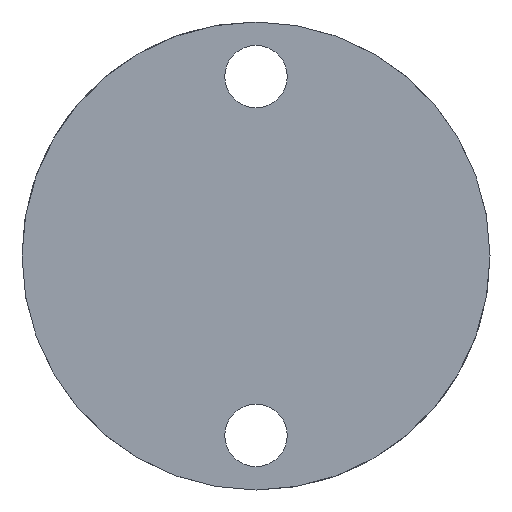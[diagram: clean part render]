
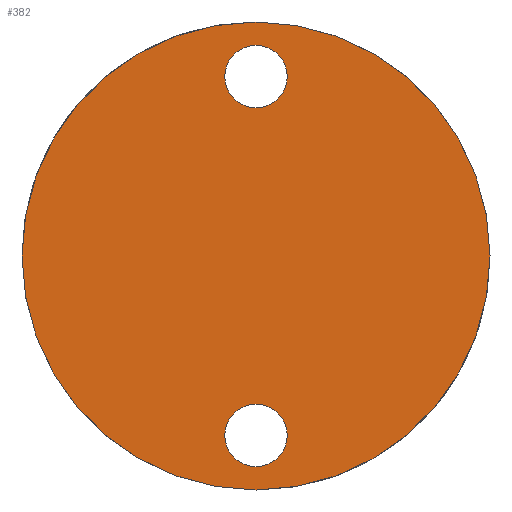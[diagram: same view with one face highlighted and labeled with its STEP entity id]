
A CAD part, front view. The second image highlights one B-rep face of the part: STEP entity #382.
In plain terms, the highlighted planar face has unit normal (0, -1, 0).
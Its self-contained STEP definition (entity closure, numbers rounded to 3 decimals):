
#17 = EDGE_CURVE ( 'NONE', #156, #513, #131, .T. ) ;
#26 = ORIENTED_EDGE ( 'NONE', *, *, #648, .F. ) ;
#32 = CARTESIAN_POINT ( 'NONE',  ( 0., 0., 0. ) ) ;
#45 = CARTESIAN_POINT ( 'NONE',  ( 0., 0., -11.5 ) ) ;
#50 = DIRECTION ( 'NONE',  ( 0., 0., 1. ) ) ;
#94 = CIRCLE ( 'NONE', #371, 15. ) ;
#106 = CARTESIAN_POINT ( 'NONE',  ( 0., 0., 13.5 ) ) ;
#112 = FACE_BOUND ( 'NONE', #423, .T. ) ;
#131 = CIRCLE ( 'NONE', #802, 2. ) ;
#142 = ORIENTED_EDGE ( 'NONE', *, *, #297, .F. ) ;
#151 = FACE_OUTER_BOUND ( 'NONE', #983, .T. ) ;
#156 = VERTEX_POINT ( 'NONE', #106 ) ;
#228 = DIRECTION ( 'NONE',  ( 0., -1., 0. ) ) ;
#229 = DIRECTION ( 'NONE',  ( 0., -1., 0. ) ) ;
#234 = AXIS2_PLACEMENT_3D ( 'NONE', #32, #1027, #1104 ) ;
#243 = CARTESIAN_POINT ( 'NONE',  ( 0., 0., 11.5 ) ) ;
#244 = VERTEX_POINT ( 'NONE', #1023 ) ;
#248 = PLANE ( 'NONE',  #351 ) ;
#264 = CIRCLE ( 'NONE', #676, 2. ) ;
#297 = EDGE_CURVE ( 'NONE', #513, #156, #850, .T. ) ;
#328 = CARTESIAN_POINT ( 'NONE',  ( 0., 0., 15. ) ) ;
#351 = AXIS2_PLACEMENT_3D ( 'NONE', #594, #694, #968 ) ;
#360 = DIRECTION ( 'NONE',  ( 0., 0., -1. ) ) ;
#369 = CIRCLE ( 'NONE', #234, 15. ) ;
#371 = AXIS2_PLACEMENT_3D ( 'NONE', #755, #1101, #1022 ) ;
#382 = ADVANCED_FACE ( 'NONE', ( #112, #439, #151 ), #248, .F. ) ;
#403 = CIRCLE ( 'NONE', #619, 2. ) ;
#415 = DIRECTION ( 'NONE',  ( 0., -1., 0. ) ) ;
#423 = EDGE_LOOP ( 'NONE', ( #142, #798 ) ) ;
#439 = FACE_BOUND ( 'NONE', #599, .T. ) ;
#513 = VERTEX_POINT ( 'NONE', #969 ) ;
#594 = CARTESIAN_POINT ( 'NONE',  ( 0., 0., 0. ) ) ;
#599 = EDGE_LOOP ( 'NONE', ( #739, #763 ) ) ;
#619 = AXIS2_PLACEMENT_3D ( 'NONE', #45, #766, #665 ) ;
#648 = EDGE_CURVE ( 'NONE', #244, #961, #94, .T. ) ;
#663 = CARTESIAN_POINT ( 'NONE',  ( 0., 0., 11.5 ) ) ;
#665 = DIRECTION ( 'NONE',  ( 0., 0., 1. ) ) ;
#676 = AXIS2_PLACEMENT_3D ( 'NONE', #855, #228, #50 ) ;
#694 = DIRECTION ( 'NONE',  ( 0., 1., 0. ) ) ;
#708 = VERTEX_POINT ( 'NONE', #742 ) ;
#739 = ORIENTED_EDGE ( 'NONE', *, *, #1038, .F. ) ;
#742 = CARTESIAN_POINT ( 'NONE',  ( 0., 0., -9.5 ) ) ;
#755 = CARTESIAN_POINT ( 'NONE',  ( 0., 0., 0. ) ) ;
#763 = ORIENTED_EDGE ( 'NONE', *, *, #817, .F. ) ;
#766 = DIRECTION ( 'NONE',  ( 0., -1., 0. ) ) ;
#798 = ORIENTED_EDGE ( 'NONE', *, *, #17, .F. ) ;
#802 = AXIS2_PLACEMENT_3D ( 'NONE', #243, #415, #360 ) ;
#817 = EDGE_CURVE ( 'NONE', #934, #708, #264, .T. ) ;
#850 = CIRCLE ( 'NONE', #1002, 2. ) ;
#855 = CARTESIAN_POINT ( 'NONE',  ( 0., 0., -11.5 ) ) ;
#934 = VERTEX_POINT ( 'NONE', #963 ) ;
#961 = VERTEX_POINT ( 'NONE', #328 ) ;
#963 = CARTESIAN_POINT ( 'NONE',  ( 0., 0., -13.5 ) ) ;
#966 = ORIENTED_EDGE ( 'NONE', *, *, #981, .F. ) ;
#968 = DIRECTION ( 'NONE',  ( 0., 0., 1. ) ) ;
#969 = CARTESIAN_POINT ( 'NONE',  ( 0., 0., 9.5 ) ) ;
#981 = EDGE_CURVE ( 'NONE', #961, #244, #369, .T. ) ;
#983 = EDGE_LOOP ( 'NONE', ( #966, #26 ) ) ;
#1002 = AXIS2_PLACEMENT_3D ( 'NONE', #663, #229, #1103 ) ;
#1022 = DIRECTION ( 'NONE',  ( 0., 0., 1. ) ) ;
#1023 = CARTESIAN_POINT ( 'NONE',  ( 0., 0., -15. ) ) ;
#1027 = DIRECTION ( 'NONE',  ( 0., 1., 0. ) ) ;
#1038 = EDGE_CURVE ( 'NONE', #708, #934, #403, .T. ) ;
#1101 = DIRECTION ( 'NONE',  ( 0., 1., 0. ) ) ;
#1103 = DIRECTION ( 'NONE',  ( 0., 0., -1. ) ) ;
#1104 = DIRECTION ( 'NONE',  ( 0., 0., 1. ) ) ;
